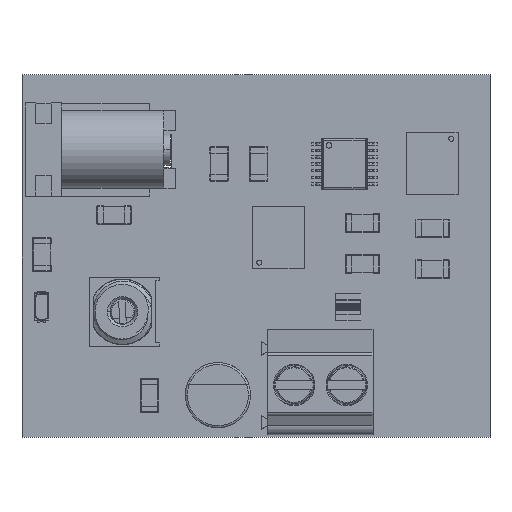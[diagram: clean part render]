
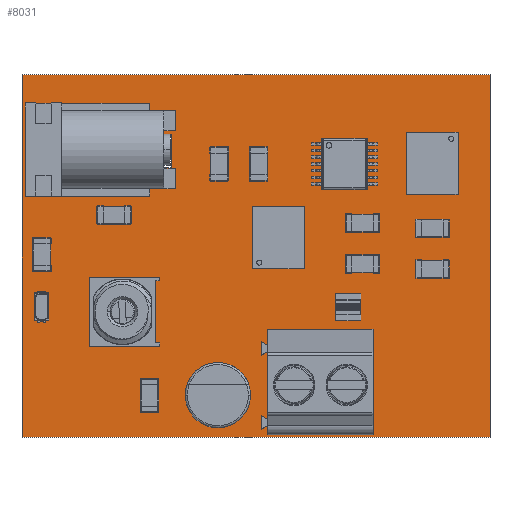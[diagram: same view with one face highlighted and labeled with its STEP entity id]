
A CAD part, top view. The second image highlights one B-rep face of the part: STEP entity #8031.
In plain terms, the highlighted planar face has unit normal (0, 0, 1).
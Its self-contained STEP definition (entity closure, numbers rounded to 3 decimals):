
#7202 = VERTEX_POINT('',#7203);
#7203 = CARTESIAN_POINT('',(0.,0.,0.));
#7209 = EDGE_CURVE('',#7202,#7210,#7212,.T.);
#7210 = VERTEX_POINT('',#7211);
#7211 = CARTESIAN_POINT('',(45.212,0.,0.));
#7212 = LINE('',#7213,#7214);
#7213 = CARTESIAN_POINT('',(0.,0.,0.));
#7214 = VECTOR('',#7215,1.);
#7215 = DIRECTION('',(1.,0.,0.));
#7240 = EDGE_CURVE('',#7210,#7241,#7243,.T.);
#7241 = VERTEX_POINT('',#7242);
#7242 = CARTESIAN_POINT('',(45.212,35.052,0.));
#7243 = LINE('',#7244,#7245);
#7244 = CARTESIAN_POINT('',(45.212,0.,0.));
#7245 = VECTOR('',#7246,1.);
#7246 = DIRECTION('',(0.,1.,0.));
#7271 = EDGE_CURVE('',#7241,#7272,#7274,.T.);
#7272 = VERTEX_POINT('',#7273);
#7273 = CARTESIAN_POINT('',(0.,35.052,0.));
#7274 = LINE('',#7275,#7276);
#7275 = CARTESIAN_POINT('',(45.212,35.052,0.));
#7276 = VECTOR('',#7277,1.);
#7277 = DIRECTION('',(-1.,0.,0.));
#7302 = EDGE_CURVE('',#7272,#7202,#7303,.T.);
#7303 = LINE('',#7304,#7305);
#7304 = CARTESIAN_POINT('',(0.,35.052,0.));
#7305 = VECTOR('',#7306,1.);
#7306 = DIRECTION('',(0.,-1.,0.));
#7326 = VERTEX_POINT('',#7327);
#7327 = CARTESIAN_POINT('',(7.504,12.065,0.));
#7333 = EDGE_CURVE('',#7326,#7326,#7334,.T.);
#7334 = CIRCLE('',#7335,0.25);
#7335 = AXIS2_PLACEMENT_3D('',#7336,#7337,#7338);
#7336 = CARTESIAN_POINT('',(7.254,12.065,0.));
#7337 = DIRECTION('',(0.,0.,1.));
#7338 = DIRECTION('',(1.,0.,0.));
#7359 = VERTEX_POINT('',#7360);
#7360 = CARTESIAN_POINT('',(12.554,9.515,0.));
#7366 = EDGE_CURVE('',#7359,#7359,#7367,.T.);
#7367 = CIRCLE('',#7368,0.25);
#7368 = AXIS2_PLACEMENT_3D('',#7369,#7370,#7371);
#7369 = CARTESIAN_POINT('',(12.304,9.515,0.));
#7370 = DIRECTION('',(0.,0.,1.));
#7371 = DIRECTION('',(1.,0.,0.));
#7392 = VERTEX_POINT('',#7393);
#7393 = CARTESIAN_POINT('',(8.351,29.061,0.));
#7399 = EDGE_CURVE('',#7392,#7400,#7402,.T.);
#7400 = VERTEX_POINT('',#7401);
#7401 = CARTESIAN_POINT('',(7.651,29.061,0.));
#7402 = LINE('',#7403,#7404);
#7403 = CARTESIAN_POINT('',(8.351,29.061,0.));
#7404 = VECTOR('',#7405,1.);
#7405 = DIRECTION('',(-1.,0.,0.));
#7430 = EDGE_CURVE('',#7400,#7431,#7433,.T.);
#7431 = VERTEX_POINT('',#7432);
#7432 = CARTESIAN_POINT('',(7.651,26.311,0.));
#7433 = LINE('',#7434,#7435);
#7434 = CARTESIAN_POINT('',(7.651,29.061,0.));
#7435 = VECTOR('',#7436,1.);
#7436 = DIRECTION('',(0.,-1.,0.));
#7461 = EDGE_CURVE('',#7431,#7462,#7464,.T.);
#7462 = VERTEX_POINT('',#7463);
#7463 = CARTESIAN_POINT('',(8.351,26.311,0.));
#7464 = LINE('',#7465,#7466);
#7465 = CARTESIAN_POINT('',(7.651,26.311,0.));
#7466 = VECTOR('',#7467,1.);
#7467 = DIRECTION('',(1.,0.,0.));
#7492 = EDGE_CURVE('',#7462,#7392,#7493,.T.);
#7493 = LINE('',#7494,#7495);
#7494 = CARTESIAN_POINT('',(8.351,26.311,0.));
#7495 = VECTOR('',#7496,1.);
#7496 = DIRECTION('',(0.,1.,0.));
#7516 = VERTEX_POINT('',#7517);
#7517 = CARTESIAN_POINT('',(12.554,14.615,0.));
#7523 = EDGE_CURVE('',#7516,#7516,#7524,.T.);
#7524 = CIRCLE('',#7525,0.25);
#7525 = AXIS2_PLACEMENT_3D('',#7526,#7527,#7528);
#7526 = CARTESIAN_POINT('',(12.304,14.615,0.));
#7527 = DIRECTION('',(0.,0.,1.));
#7528 = DIRECTION('',(1.,0.,0.));
#7549 = VERTEX_POINT('',#7550);
#7550 = CARTESIAN_POINT('',(19.173,2.814,0.));
#7556 = EDGE_CURVE('',#7549,#7549,#7557,.T.);
#7557 = CIRCLE('',#7558,0.25);
#7558 = AXIS2_PLACEMENT_3D('',#7559,#7560,#7561);
#7559 = CARTESIAN_POINT('',(18.923,2.814,0.));
#7560 = DIRECTION('',(0.,0.,1.));
#7561 = DIRECTION('',(1.,0.,0.));
#7582 = VERTEX_POINT('',#7583);
#7583 = CARTESIAN_POINT('',(31.919,5.784,0.));
#7589 = EDGE_CURVE('',#7582,#7590,#7592,.T.);
#7590 = VERTEX_POINT('',#7591);
#7591 = CARTESIAN_POINT('',(30.819,5.784,0.));
#7592 = LINE('',#7593,#7594);
#7593 = CARTESIAN_POINT('',(31.919,5.784,0.));
#7594 = VECTOR('',#7595,1.);
#7595 = DIRECTION('',(-1.,0.,0.));
#7620 = EDGE_CURVE('',#7590,#7621,#7623,.T.);
#7621 = VERTEX_POINT('',#7622);
#7622 = CARTESIAN_POINT('',(30.819,4.884,0.));
#7623 = LINE('',#7624,#7625);
#7624 = CARTESIAN_POINT('',(30.819,5.784,0.));
#7625 = VECTOR('',#7626,1.);
#7626 = DIRECTION('',(0.,-1.,0.));
#7651 = EDGE_CURVE('',#7621,#7652,#7654,.T.);
#7652 = VERTEX_POINT('',#7653);
#7653 = CARTESIAN_POINT('',(31.919,4.884,0.));
#7654 = LINE('',#7655,#7656);
#7655 = CARTESIAN_POINT('',(30.819,4.884,0.));
#7656 = VECTOR('',#7657,1.);
#7657 = DIRECTION('',(1.,0.,0.));
#7682 = EDGE_CURVE('',#7652,#7582,#7683,.T.);
#7683 = LINE('',#7684,#7685);
#7684 = CARTESIAN_POINT('',(31.919,4.884,0.));
#7685 = VECTOR('',#7686,1.);
#7686 = DIRECTION('',(0.,1.,0.));
#7706 = VERTEX_POINT('',#7707);
#7707 = CARTESIAN_POINT('',(14.401,29.311,0.));
#7713 = EDGE_CURVE('',#7706,#7714,#7716,.T.);
#7714 = VERTEX_POINT('',#7715);
#7715 = CARTESIAN_POINT('',(13.601,29.311,0.));
#7716 = LINE('',#7717,#7718);
#7717 = CARTESIAN_POINT('',(14.401,29.311,0.));
#7718 = VECTOR('',#7719,1.);
#7719 = DIRECTION('',(-1.,0.,0.));
#7744 = EDGE_CURVE('',#7714,#7745,#7747,.T.);
#7745 = VERTEX_POINT('',#7746);
#7746 = CARTESIAN_POINT('',(13.601,26.061,0.));
#7747 = LINE('',#7748,#7749);
#7748 = CARTESIAN_POINT('',(13.601,29.311,0.));
#7749 = VECTOR('',#7750,1.);
#7750 = DIRECTION('',(0.,-1.,0.));
#7775 = EDGE_CURVE('',#7745,#7776,#7778,.T.);
#7776 = VERTEX_POINT('',#7777);
#7777 = CARTESIAN_POINT('',(14.401,26.061,0.));
#7778 = LINE('',#7779,#7780);
#7779 = CARTESIAN_POINT('',(13.601,26.061,0.));
#7780 = VECTOR('',#7781,1.);
#7781 = DIRECTION('',(1.,0.,0.));
#7806 = EDGE_CURVE('',#7776,#7706,#7807,.T.);
#7807 = LINE('',#7808,#7809);
#7808 = CARTESIAN_POINT('',(14.401,26.061,0.));
#7809 = VECTOR('',#7810,1.);
#7810 = DIRECTION('',(0.,1.,0.));
#7830 = VERTEX_POINT('',#7831);
#7831 = CARTESIAN_POINT('',(19.173,5.314,0.));
#7837 = EDGE_CURVE('',#7830,#7830,#7838,.T.);
#7838 = CIRCLE('',#7839,0.25);
#7839 = AXIS2_PLACEMENT_3D('',#7840,#7841,#7842);
#7840 = CARTESIAN_POINT('',(18.923,5.314,0.));
#7841 = DIRECTION('',(0.,0.,1.));
#7842 = DIRECTION('',(1.,0.,0.));
#7863 = VERTEX_POINT('',#7864);
#7864 = CARTESIAN_POINT('',(26.839,5.784,0.));
#7870 = EDGE_CURVE('',#7863,#7871,#7873,.T.);
#7871 = VERTEX_POINT('',#7872);
#7872 = CARTESIAN_POINT('',(25.739,5.784,0.));
#7873 = LINE('',#7874,#7875);
#7874 = CARTESIAN_POINT('',(26.839,5.784,0.));
#7875 = VECTOR('',#7876,1.);
#7876 = DIRECTION('',(-1.,0.,0.));
#7901 = EDGE_CURVE('',#7871,#7902,#7904,.T.);
#7902 = VERTEX_POINT('',#7903);
#7903 = CARTESIAN_POINT('',(25.739,4.884,0.));
#7904 = LINE('',#7905,#7906);
#7905 = CARTESIAN_POINT('',(25.739,5.784,0.));
#7906 = VECTOR('',#7907,1.);
#7907 = DIRECTION('',(0.,-1.,0.));
#7932 = EDGE_CURVE('',#7902,#7933,#7935,.T.);
#7933 = VERTEX_POINT('',#7934);
#7934 = CARTESIAN_POINT('',(26.839,4.884,0.));
#7935 = LINE('',#7936,#7937);
#7936 = CARTESIAN_POINT('',(25.739,4.884,0.));
#7937 = VECTOR('',#7938,1.);
#7938 = DIRECTION('',(1.,0.,0.));
#7963 = EDGE_CURVE('',#7933,#7863,#7964,.T.);
#7964 = LINE('',#7965,#7966);
#7965 = CARTESIAN_POINT('',(26.839,4.884,0.));
#7966 = VECTOR('',#7967,1.);
#7967 = DIRECTION('',(0.,1.,0.));
#8031 = ADVANCED_FACE('',(#8032,#8038,#8041,#8044,#8050,#8053,#8056,
    #8062,#8068,#8071),#8077,.F.);
#8032 = FACE_BOUND('',#8033,.T.);
#8033 = EDGE_LOOP('',(#8034,#8035,#8036,#8037));
#8034 = ORIENTED_EDGE('',*,*,#7209,.T.);
#8035 = ORIENTED_EDGE('',*,*,#7240,.T.);
#8036 = ORIENTED_EDGE('',*,*,#7271,.T.);
#8037 = ORIENTED_EDGE('',*,*,#7302,.T.);
#8038 = FACE_BOUND('',#8039,.F.);
#8039 = EDGE_LOOP('',(#8040));
#8040 = ORIENTED_EDGE('',*,*,#7333,.T.);
#8041 = FACE_BOUND('',#8042,.F.);
#8042 = EDGE_LOOP('',(#8043));
#8043 = ORIENTED_EDGE('',*,*,#7366,.T.);
#8044 = FACE_BOUND('',#8045,.F.);
#8045 = EDGE_LOOP('',(#8046,#8047,#8048,#8049));
#8046 = ORIENTED_EDGE('',*,*,#7399,.T.);
#8047 = ORIENTED_EDGE('',*,*,#7430,.T.);
#8048 = ORIENTED_EDGE('',*,*,#7461,.T.);
#8049 = ORIENTED_EDGE('',*,*,#7492,.T.);
#8050 = FACE_BOUND('',#8051,.F.);
#8051 = EDGE_LOOP('',(#8052));
#8052 = ORIENTED_EDGE('',*,*,#7523,.T.);
#8053 = FACE_BOUND('',#8054,.F.);
#8054 = EDGE_LOOP('',(#8055));
#8055 = ORIENTED_EDGE('',*,*,#7556,.T.);
#8056 = FACE_BOUND('',#8057,.F.);
#8057 = EDGE_LOOP('',(#8058,#8059,#8060,#8061));
#8058 = ORIENTED_EDGE('',*,*,#7589,.T.);
#8059 = ORIENTED_EDGE('',*,*,#7620,.T.);
#8060 = ORIENTED_EDGE('',*,*,#7651,.T.);
#8061 = ORIENTED_EDGE('',*,*,#7682,.T.);
#8062 = FACE_BOUND('',#8063,.F.);
#8063 = EDGE_LOOP('',(#8064,#8065,#8066,#8067));
#8064 = ORIENTED_EDGE('',*,*,#7713,.T.);
#8065 = ORIENTED_EDGE('',*,*,#7744,.T.);
#8066 = ORIENTED_EDGE('',*,*,#7775,.T.);
#8067 = ORIENTED_EDGE('',*,*,#7806,.T.);
#8068 = FACE_BOUND('',#8069,.F.);
#8069 = EDGE_LOOP('',(#8070));
#8070 = ORIENTED_EDGE('',*,*,#7837,.T.);
#8071 = FACE_BOUND('',#8072,.F.);
#8072 = EDGE_LOOP('',(#8073,#8074,#8075,#8076));
#8073 = ORIENTED_EDGE('',*,*,#7870,.T.);
#8074 = ORIENTED_EDGE('',*,*,#7901,.T.);
#8075 = ORIENTED_EDGE('',*,*,#7932,.T.);
#8076 = ORIENTED_EDGE('',*,*,#7963,.T.);
#8077 = PLANE('',#8078);
#8078 = AXIS2_PLACEMENT_3D('',#8079,#8080,#8081);
#8079 = CARTESIAN_POINT('',(0.,0.,0.));
#8080 = DIRECTION('',(0.,0.,-1.));
#8081 = DIRECTION('',(-1.,0.,0.));
